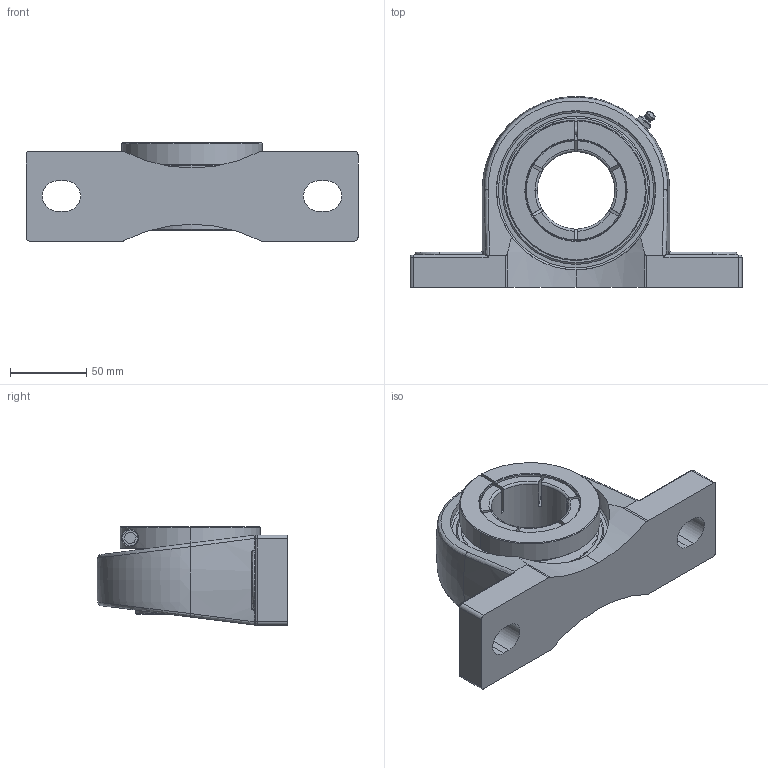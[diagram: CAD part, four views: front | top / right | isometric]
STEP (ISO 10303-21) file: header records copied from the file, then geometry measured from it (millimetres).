
FILE_DESCRIPTION(('HOOPS Exchange Step'),'2;1');
FILE_NAME('export-728DD548-6596-4ED4-9A70-09B60A63A878.stp','2019-12-13T14:43:00-08:00',('ibuslach'),('Alibre'),'HOOPS Exchange 2019.2','Alibre','Unknown authorisation');
FILE_SCHEMA( ('AP242_MANAGED_MODEL_BASED_3D_ENGINEERING_MIM_LF {1 0 10303 442 1 1 4 }') );
Length unit declared in the file: centimetre
Products named in the file (8): MRN SP 211; UCP ZERK 8mm; SUE 211 SHIELD; SUE 211 LOCK RING; SUE 211 BOLT; SUE 211-32 RACES; MRN SUE 211-32; MRN SUEP 211-32
Assembly tree (8 placements, depth 3):
  MRN SUEP 211-32
    MRN SP 211
    UCP ZERK 8mm
    MRN SUE 211-32
      SUE 211 SHIELD  x2
      SUE 211 LOCK RING
      SUE 211 BOLT
      SUE 211-32 RACES
Bounding box: 217.5 x 124.91 x 64.4 mm (x, y, z)
Volume: 548054.8 mm3; surface area: 133418.1 mm2
Topology: 8 solids, 8 shells, 304 faces, 832 edges, 539 vertices
Faces by surface type: plane 95, cylinder 86, cone 52, torus 40, bspline 22, sphere 9
Full cylindrical faces by diameter (mm): 1.978 x2, 4.917 x2, 6.4 x1, 8 x2, 10 x1, 11.2 x1, 50.8 x1, 72 x4, 73.016 x2, 88 x2, 90 x2, 104.224 x2
Entity records: 19958 total; most frequent: CARTESIAN_POINT 12336, ORIENTED_EDGE 1608, DIRECTION 1565, EDGE_CURVE 804, AXIS2_PLACEMENT_3D 642, VERTEX_POINT 525, CIRCLE 323, EDGE_LOOP 323
